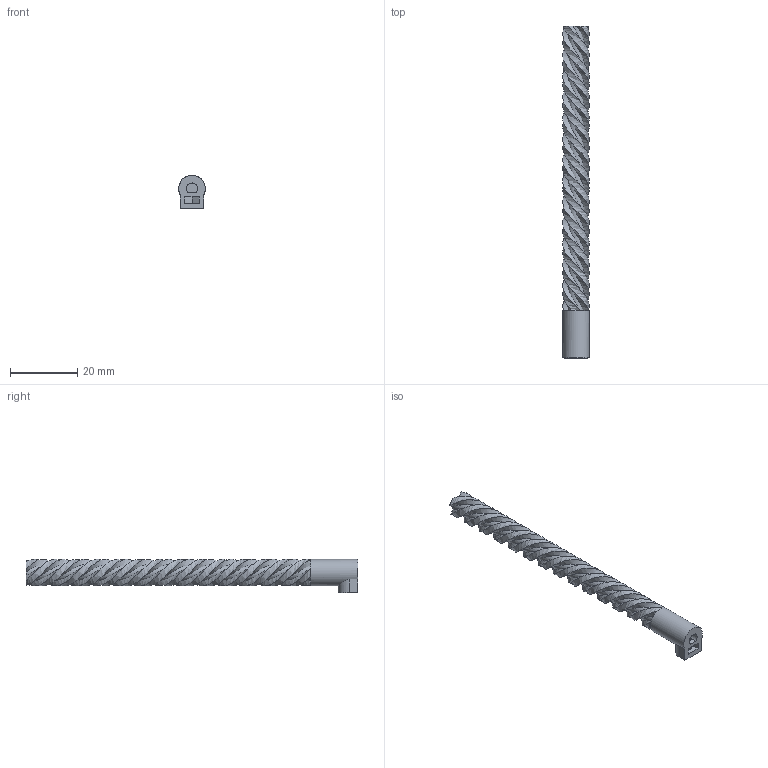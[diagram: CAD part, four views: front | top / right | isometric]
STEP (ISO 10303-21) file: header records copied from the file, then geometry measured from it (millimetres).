
FILE_DESCRIPTION(/* description */ (''),/* implementation_level */ '2;1');
FILE_NAME(/* name */ 'linear_screw.stp',/* time_stamp */ '2025-03-11T11:46:26Z',/* author */ ('diogo'),/* organization */ (''),/* preprocessor_version */ 'ST-DEVELOPER v19.2',/* originating_system */ 'Autodesk Inventor 2024',/* authorisation */ '');
FILE_SCHEMA (('AUTOMOTIVE_DESIGN { 1 0 10303 214 3 1 1 }'));
Length unit declared in the file: millimetre
Products named in the file (1): linear_screw_85mm
Bounding box: 7.91 x 99.03 x 9.91 mm (x, y, z)
Volume: 3098.3 mm3; surface area: 3937.2 mm2
Topology: 1 solids, 1 shells, 58 faces, 143 edges, 90 vertices
Faces by surface type: cylinder 24, plane 22, bspline 12
Full cylindrical faces by diameter (mm): 2.2 x2, 2.5 x1, 4.984 x8, 7.906 x1
Entity records: 4246 total; most frequent: CARTESIAN_POINT 2923, ORIENTED_EDGE 286, DIRECTION 222, EDGE_CURVE 143, VERTEX_POINT 90, AXIS2_PLACEMENT_3D 76, LINE 70, VECTOR 70
